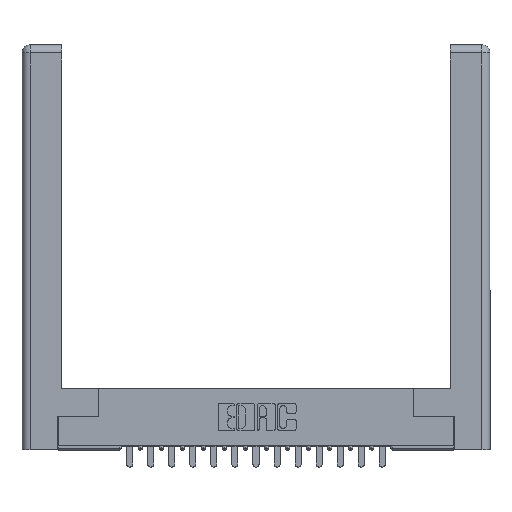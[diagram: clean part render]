
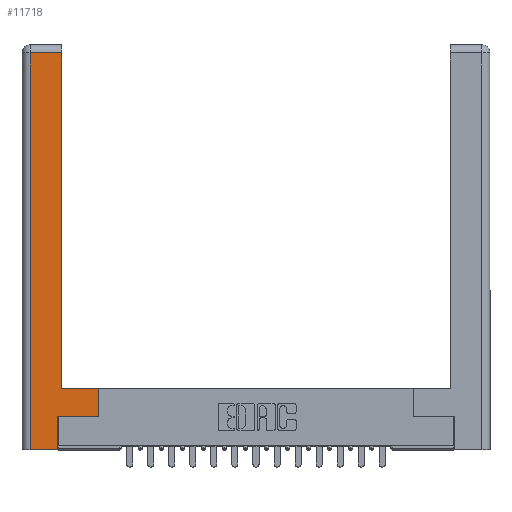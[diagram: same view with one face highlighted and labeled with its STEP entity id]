
A CAD part, top view. The second image highlights one B-rep face of the part: STEP entity #11718.
In plain terms, the highlighted planar face has unit normal (0, 0, 1).
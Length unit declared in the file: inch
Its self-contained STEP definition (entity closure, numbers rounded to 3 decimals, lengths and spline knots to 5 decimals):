
#294 = CARTESIAN_POINT ( 'NONE',  ( 0.0615, 0., 0. ) ) ;
#344 = VERTEX_POINT ( 'NONE', #13047 ) ;
#681 = DIRECTION ( 'NONE',  ( -1., 0., 0. ) ) ;
#1758 = VERTEX_POINT ( 'NONE', #14846 ) ;
#1804 = VERTEX_POINT ( 'NONE', #16408 ) ;
#1962 = DIRECTION ( 'NONE',  ( 0., 0., -1. ) ) ;
#2004 = LINE ( 'NONE', #15444, #5668 ) ;
#3017 = CARTESIAN_POINT ( 'NONE',  ( 0.295, 0.45, 0. ) ) ;
#3283 = DIRECTION ( 'NONE',  ( -1., 0., 0. ) ) ;
#3367 = ORIENTED_EDGE ( 'NONE', *, *, #16392, .T. ) ;
#3430 = DIRECTION ( 'NONE',  ( 0., -1., 0. ) ) ;
#3462 = ORIENTED_EDGE ( 'NONE', *, *, #6469, .T. ) ;
#3521 = DIRECTION ( 'NONE',  ( -1., 0., 0. ) ) ;
#3866 = EDGE_CURVE ( 'NONE', #1804, #1758, #8246, .T. ) ;
#4220 = CARTESIAN_POINT ( 'NONE',  ( 0.565, 0.245, 0. ) ) ;
#4733 = CARTESIAN_POINT ( 'NONE',  ( 0.295, 0.45, 0. ) ) ;
#4774 = VECTOR ( 'NONE', #19937, 39.37008 ) ;
#5276 = VERTEX_POINT ( 'NONE', #14387 ) ;
#5637 = EDGE_CURVE ( 'NONE', #13166, #1804, #8418, .T. ) ;
#5668 = VECTOR ( 'NONE', #19918, 39.37008 ) ;
#5713 = EDGE_CURVE ( 'NONE', #9787, #6003, #17372, .T. ) ;
#5838 = LINE ( 'NONE', #7054, #11878 ) ;
#6003 = VERTEX_POINT ( 'NONE', #19259 ) ;
#6164 = DIRECTION ( 'NONE',  ( 0., 1., 0. ) ) ;
#6436 = VECTOR ( 'NONE', #681, 39.37008 ) ;
#6469 = EDGE_CURVE ( 'NONE', #6003, #5276, #17853, .T. ) ;
#6930 = VECTOR ( 'NONE', #3283, 39.37008 ) ;
#7054 = CARTESIAN_POINT ( 'NONE',  ( 0.265, 0., 0. ) ) ;
#7418 = LINE ( 'NONE', #3017, #6930 ) ;
#8246 = LINE ( 'NONE', #18784, #18682 ) ;
#8384 = CARTESIAN_POINT ( 'NONE',  ( 0.0615, 0., 0. ) ) ;
#8407 = ORIENTED_EDGE ( 'NONE', *, *, #5637, .T. ) ;
#8418 = LINE ( 'NONE', #4220, #11050 ) ;
#8614 = DIRECTION ( 'NONE',  ( 1., 0., 0. ) ) ;
#9270 = LINE ( 'NONE', #294, #14364 ) ;
#9787 = VERTEX_POINT ( 'NONE', #4733 ) ;
#9821 = ORIENTED_EDGE ( 'NONE', *, *, #11155, .T. ) ;
#10496 = DIRECTION ( 'NONE',  ( 1., 0., 0. ) ) ;
#10858 = VERTEX_POINT ( 'NONE', #8384 ) ;
#11050 = VECTOR ( 'NONE', #10496, 39.37008 ) ;
#11155 = EDGE_CURVE ( 'NONE', #1758, #9787, #7418, .T. ) ;
#11223 = CARTESIAN_POINT ( 'NONE',  ( 0., 0., 0. ) ) ;
#11718 = ADVANCED_FACE ( 'NONE', ( #20035 ), #12722, .F. ) ;
#11878 = VECTOR ( 'NONE', #8614, 39.37008 ) ;
#12722 = PLANE ( 'NONE',  #16350 ) ;
#12989 = ORIENTED_EDGE ( 'NONE', *, *, #13283, .T. ) ;
#13047 = CARTESIAN_POINT ( 'NONE',  ( 0.265, 0., 0. ) ) ;
#13155 = EDGE_LOOP ( 'NONE', ( #16856, #3462, #12989, #15995, #3367, #8407, #16495, #9821 ) ) ;
#13166 = VERTEX_POINT ( 'NONE', #13887 ) ;
#13283 = EDGE_CURVE ( 'NONE', #5276, #10858, #9270, .T. ) ;
#13887 = CARTESIAN_POINT ( 'NONE',  ( 0.265, 0.245, 0. ) ) ;
#14364 = VECTOR ( 'NONE', #3430, 39.37008 ) ;
#14387 = CARTESIAN_POINT ( 'NONE',  ( 0.0615, 2.94, 0. ) ) ;
#14846 = CARTESIAN_POINT ( 'NONE',  ( 0.565, 0.45, 0. ) ) ;
#15444 = CARTESIAN_POINT ( 'NONE',  ( 0.265, 0.245, 0. ) ) ;
#15995 = ORIENTED_EDGE ( 'NONE', *, *, #18276, .T. ) ;
#16350 = AXIS2_PLACEMENT_3D ( 'NONE', #11223, #1962, #3521 ) ;
#16392 = EDGE_CURVE ( 'NONE', #344, #13166, #2004, .T. ) ;
#16408 = CARTESIAN_POINT ( 'NONE',  ( 0.565, 0.245, 0. ) ) ;
#16495 = ORIENTED_EDGE ( 'NONE', *, *, #3866, .T. ) ;
#16856 = ORIENTED_EDGE ( 'NONE', *, *, #5713, .T. ) ;
#16899 = CARTESIAN_POINT ( 'NONE',  ( 0.295, 3., 0. ) ) ;
#17372 = LINE ( 'NONE', #16899, #4774 ) ;
#17853 = LINE ( 'NONE', #19233, #6436 ) ;
#18276 = EDGE_CURVE ( 'NONE', #10858, #344, #5838, .T. ) ;
#18682 = VECTOR ( 'NONE', #6164, 39.37008 ) ;
#18784 = CARTESIAN_POINT ( 'NONE',  ( 0.565, 0.45, 0. ) ) ;
#19233 = CARTESIAN_POINT ( 'NONE',  ( 0.0615, 2.94, 0. ) ) ;
#19259 = CARTESIAN_POINT ( 'NONE',  ( 0.295, 2.94, 0. ) ) ;
#19918 = DIRECTION ( 'NONE',  ( 0., 1., 0. ) ) ;
#19937 = DIRECTION ( 'NONE',  ( 0., 1., 0. ) ) ;
#20035 = FACE_OUTER_BOUND ( 'NONE', #13155, .T. ) ;
